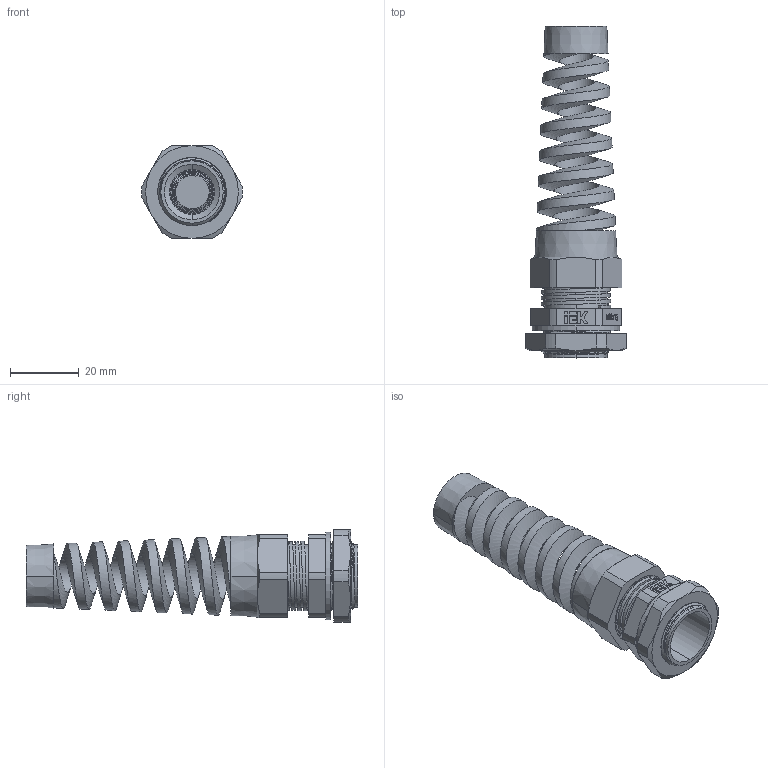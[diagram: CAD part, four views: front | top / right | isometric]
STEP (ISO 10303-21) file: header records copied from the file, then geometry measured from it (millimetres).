
FILE_DESCRIPTION (( 'STEP AP214' ), '1' );
FILE_NAME ('YSA23-10-20-68-K02 Ñàëüíèê MGR 20.STEP', '2023-10-04T10:35:21', ( '' ), ( '' ), 'SwSTEP 2.0', 'SolidWorks 2022', '' );
FILE_SCHEMA (( 'AUTOMOTIVE_DESIGN' ));
Length unit declared in the file: millimetre
Products named in the file (1): YSA23-10-20-68-K02 Сальник MGR 20
Bounding box: 29.28 x 96.36 x 26.9 mm (x, y, z)
Volume: 17213.3 mm3; surface area: 19337.8 mm2
Topology: 7 solids, 7 shells, 436 faces, 1174 edges, 774 vertices
Faces by surface type: plane 222, cylinder 87, bspline 84, cone 24, torus 19
Entity records: 33705 total; most frequent: CARTESIAN_POINT 18674, ORIENTED_EDGE 2348, DIRECTION 1739, EDGE_CURVE 1174, VERTEX_POINT 774, VECTOR 637, LINE 637, AXIS2_PLACEMENT_3D 551
